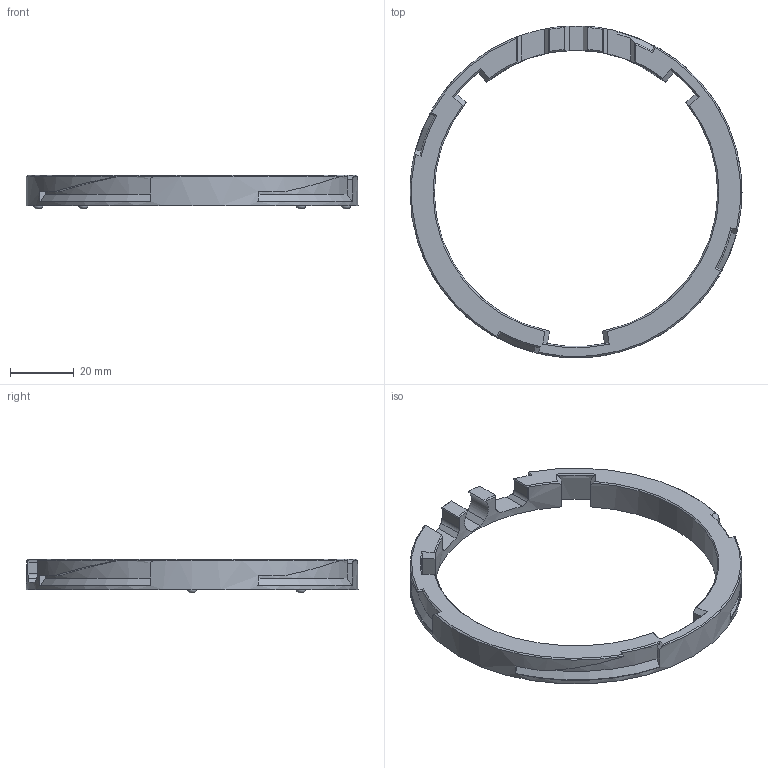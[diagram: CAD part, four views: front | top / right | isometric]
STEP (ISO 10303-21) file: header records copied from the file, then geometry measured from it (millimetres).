
FILE_DESCRIPTION(/* description */ (''),/* implementation_level */ '2;1');
FILE_NAME(/* name */ 'Mid-Plate Threads.step',/* time_stamp */ '2025-05-26T17:12:04+01:00',/* author */ (''),/* organization */ (''),/* preprocessor_version */ 'ST-DEVELOPER v20.1',/* originating_system */ 'Autodesk Translation Framework v14.10.0.0',/* authorisation */ '');
FILE_SCHEMA (('AUTOMOTIVE_DESIGN { 1 0 10303 214 3 1 1 }'));
Length unit declared in the file: millimetre
Products named in the file (4): UFO Printable Compliant V2; UFO Template v40; Main Body; Threads
Assembly tree (3 placements, depth 3):
  UFO Printable Compliant V2
    UFO Template v40
      Main Body
      Threads
Bounding box: 104 x 104 x 10.6 mm (x, y, z)
Volume: 17157.4 mm3; surface area: 10741.4 mm2
Topology: 1 solids, 1 shells, 122 faces, 331 edges, 218 vertices
Faces by surface type: plane 66, cylinder 25, cone 23, bspline 8
Full cylindrical faces by diameter (mm): 2.8 x4, 104 x1
Entity records: 4218 total; most frequent: CARTESIAN_POINT 1090, ORIENTED_EDGE 662, DIRECTION 635, EDGE_CURVE 331, AXIS2_PLACEMENT_3D 249, VERTEX_POINT 218, LINE 137, VECTOR 137
